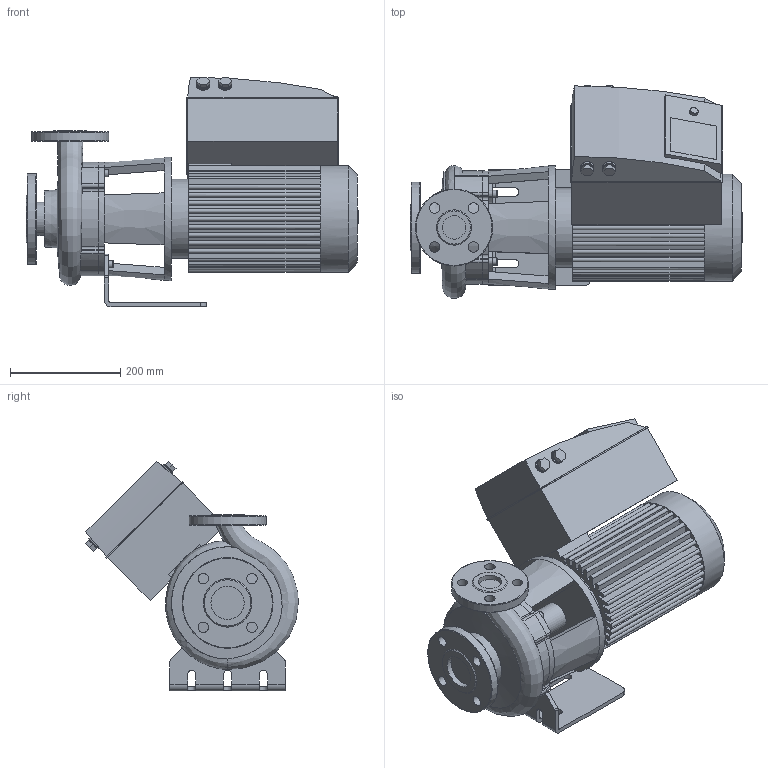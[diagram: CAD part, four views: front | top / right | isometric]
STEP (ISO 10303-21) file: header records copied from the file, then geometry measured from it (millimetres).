
FILE_DESCRIPTION(/* description */ (''),/* implementation_level */ '2;1');
FILE_NAME(/* name */ '3d_BL-E32_150-3_2-R1-2191426.stp',/* time_stamp */ '2017-11-06T15:13:06+01:00',/* author */ ('Andrzej'),/* organization */ (''),/* preprocessor_version */ 'ST-DEVELOPER v16.13',/* originating_system */ 'AutoCAD Mechanical',/* authorisation */ '');
FILE_SCHEMA (('AUTOMOTIVE_DESIGN { 1 0 10303 214 3 1 1 }'));
Length unit declared in the file: millimetre
Products named in the file (1): Product
Bounding box: 603 x 386.21 x 417.74 mm (x, y, z)
Volume: 22732893.5 mm3; surface area: 1349380 mm2
Topology: 12 solids, 12 shells, 563 faces, 1489 edges, 964 vertices
Faces by surface type: plane 337, cylinder 174, bspline 30, cone 14, torus 8
Full cylindrical faces by diameter (mm): 9 x4, 13 x4, 16 x1, 19 x8, 20 x4, 24 x4, 42.4 x1, 50 x1, 60.3 x2, 140 x1, 144 x1, 165 x1, 194 x1, 224 x1
Entity records: 20069 total; most frequent: CARTESIAN_POINT 6105, DIRECTION 2877, ORIENTED_EDGE 2860, EDGE_CURVE 1430, AXIS2_PLACEMENT_3D 1003, VERTEX_POINT 953, LINE 871, VECTOR 871
